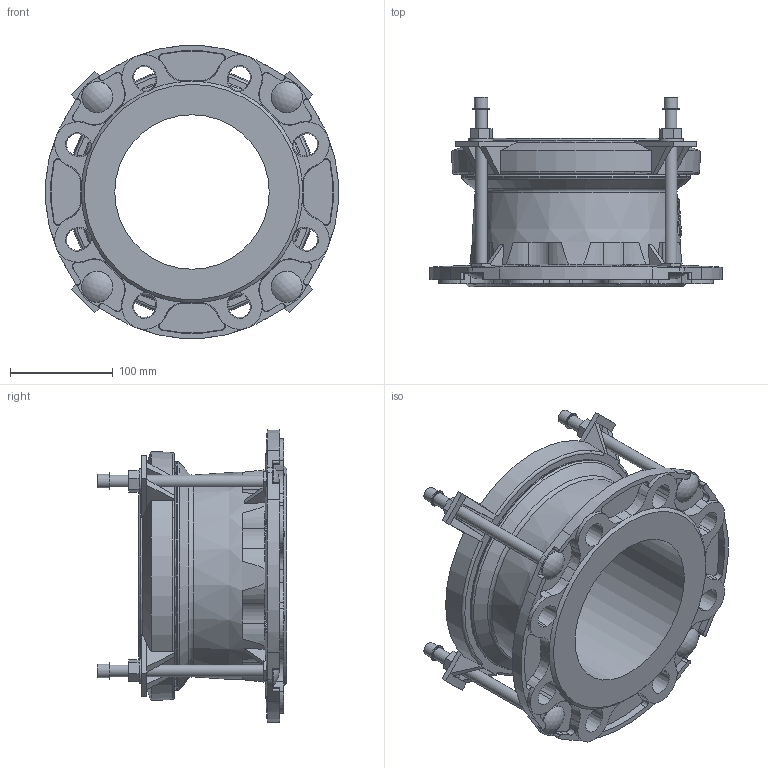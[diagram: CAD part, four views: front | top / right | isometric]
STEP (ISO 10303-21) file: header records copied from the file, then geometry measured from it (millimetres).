
FILE_DESCRIPTION (( 'STEP AP203' ), '1' );
FILE_NAME ('O_603_A_DN150_157-183mm.STEP', '2015-04-07T09:07:49', ( 'ken' ), ( '' ), 'SwSTEP 2.0', 'SolidWorks 2012', '' );
FILE_SCHEMA (( 'CONFIG_CONTROL_DESIGN' ));
Length unit declared in the file: millimetre
Products named in the file (1): O_603_A_DN150_157-183mm
Bounding box: 284.14 x 184.01 x 284.14 mm (x, y, z)
Volume: 2892693.6 mm3; surface area: 337514.1 mm2
Topology: 1 solids, 1 shells, 507 faces, 1381 edges, 884 vertices
Faces by surface type: plane 298, cone 104, cylinder 91, torus 8, sphere 4, bspline 2
Full cylindrical faces by diameter (mm): 12 x8, 13 x4, 16 x4, 24 x4, 30 x4, 150 x1, 196 x1, 223 x1
Entity records: 17586 total; most frequent: CARTESIAN_POINT 4999, ORIENTED_EDGE 2660, DIRECTION 2531, EDGE_CURVE 1330, AXIS2_PLACEMENT_3D 941, VERTEX_POINT 869, LINE 649, VECTOR 649
